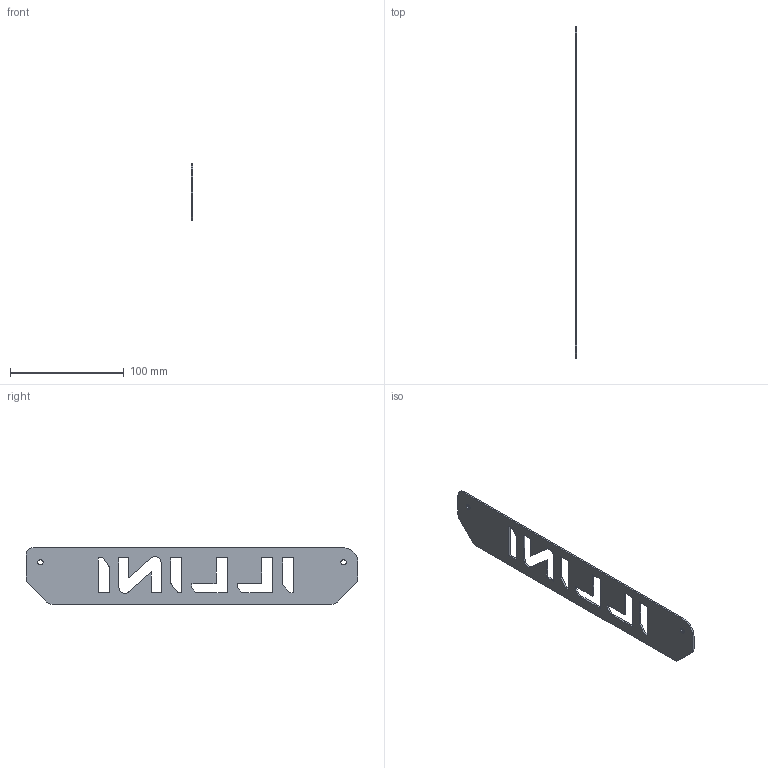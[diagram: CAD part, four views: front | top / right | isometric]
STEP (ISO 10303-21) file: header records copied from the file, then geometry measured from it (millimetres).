
FILE_DESCRIPTION(/* description */ (''),/* implementation_level */ '2;1');
FILE_NAME(/* name */ 'Side Plate V2.step',/* time_stamp */ '2024-06-27T20:39:37-05:00',/* author */ (''),/* organization */ (''),/* preprocessor_version */ 'ST-DEVELOPER v20',/* originating_system */ 'Autodesk Translation Framework v13.14.0.145',/* authorisation */ '');
FILE_SCHEMA (('AUTOMOTIVE_DESIGN { 1 0 10303 214 3 1 1 }'));
Length unit declared in the file: inch
Products named in the file (1): FusionComponent
Bounding box: 1.59 x 292.1 x 49.53 mm (x, y, z)
Volume: 18146.6 mm3; surface area: 24990.3 mm2
Topology: 1 solids, 1 shells, 121 faces, 357 edges, 238 vertices
Faces by surface type: bspline 64, plane 49, cylinder 8
Full cylindrical faces by diameter (mm): 4.648 x2
Entity records: 4318 total; most frequent: CARTESIAN_POINT 1560, ORIENTED_EDGE 714, DIRECTION 360, EDGE_CURVE 357, VERTEX_POINT 238, LINE 212, VECTOR 212, EDGE_LOOP 137
